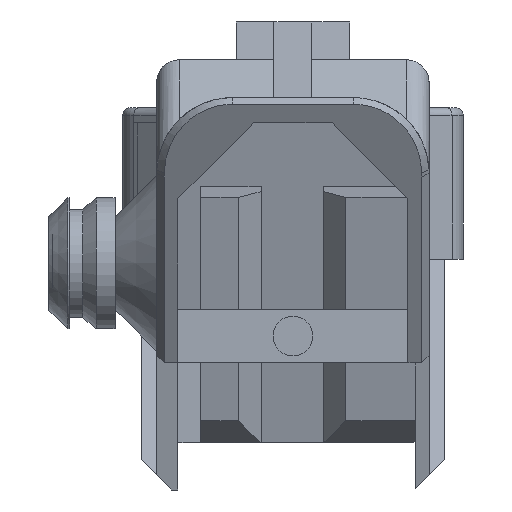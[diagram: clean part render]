
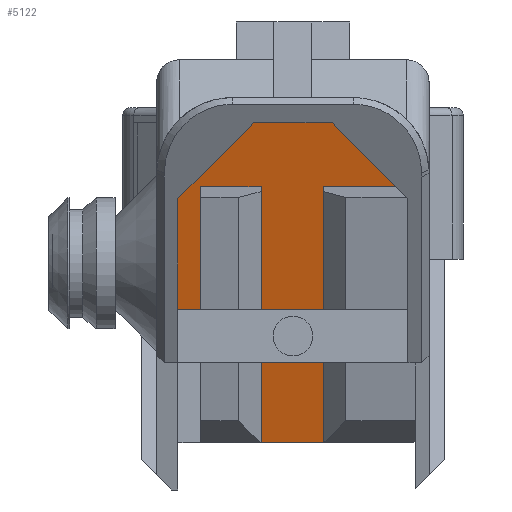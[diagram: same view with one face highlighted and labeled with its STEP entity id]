
A CAD part, front view. The second image highlights one B-rep face of the part: STEP entity #5122.
In plain terms, the highlighted planar face has unit normal (0, -0.966, -0.259).
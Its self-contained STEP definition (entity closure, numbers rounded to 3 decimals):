
#139=PLANE('',#5471);
#471=FACE_OUTER_BOUND('',#766,.T.);
#766=EDGE_LOOP('',(#3944,#3945,#3946,#3947,#3948,#3949,#3950,#3951,#3952,
#3953));
#1259=LINE('',#11692,#1722);
#1277=LINE('',#11728,#1740);
#1283=LINE('',#11739,#1746);
#1287=LINE('',#11747,#1750);
#1288=LINE('',#11750,#1751);
#1289=LINE('',#11752,#1752);
#1290=LINE('',#11754,#1753);
#1291=LINE('',#11756,#1754);
#1292=LINE('',#11758,#1755);
#1293=LINE('',#11759,#1756);
#1722=VECTOR('',#6149,10.);
#1740=VECTOR('',#6175,10.);
#1746=VECTOR('',#6185,10.);
#1750=VECTOR('',#6193,10.);
#1751=VECTOR('',#6196,10.);
#1752=VECTOR('',#6197,10.);
#1753=VECTOR('',#6198,10.);
#1754=VECTOR('',#6199,10.);
#1755=VECTOR('',#6200,10.);
#1756=VECTOR('',#6201,10.);
#2300=VERTEX_POINT('',#11689);
#2301=VERTEX_POINT('',#11691);
#2315=VERTEX_POINT('',#11727);
#2318=VERTEX_POINT('',#11737);
#2320=VERTEX_POINT('',#11745);
#2321=VERTEX_POINT('',#11749);
#2322=VERTEX_POINT('',#11751);
#2323=VERTEX_POINT('',#11753);
#2324=VERTEX_POINT('',#11755);
#2325=VERTEX_POINT('',#11757);
#2904=EDGE_CURVE('',#2300,#2301,#1259,.T.);
#2922=EDGE_CURVE('',#2315,#2301,#1277,.T.);
#2928=EDGE_CURVE('',#2300,#2318,#1283,.T.);
#2932=EDGE_CURVE('',#2318,#2320,#1287,.T.);
#2933=EDGE_CURVE('',#2320,#2321,#1288,.T.);
#2934=EDGE_CURVE('',#2322,#2321,#1289,.T.);
#2935=EDGE_CURVE('',#2322,#2323,#1290,.T.);
#2936=EDGE_CURVE('',#2323,#2324,#1291,.T.);
#2937=EDGE_CURVE('',#2324,#2325,#1292,.T.);
#2938=EDGE_CURVE('',#2325,#2315,#1293,.T.);
#3944=ORIENTED_EDGE('',*,*,#2928,.T.);
#3945=ORIENTED_EDGE('',*,*,#2932,.T.);
#3946=ORIENTED_EDGE('',*,*,#2933,.T.);
#3947=ORIENTED_EDGE('',*,*,#2934,.F.);
#3948=ORIENTED_EDGE('',*,*,#2935,.T.);
#3949=ORIENTED_EDGE('',*,*,#2936,.T.);
#3950=ORIENTED_EDGE('',*,*,#2937,.T.);
#3951=ORIENTED_EDGE('',*,*,#2938,.T.);
#3952=ORIENTED_EDGE('',*,*,#2922,.T.);
#3953=ORIENTED_EDGE('',*,*,#2904,.F.);
#5122=ADVANCED_FACE('',(#471),#139,.F.);
#5471=AXIS2_PLACEMENT_3D('',#11748,#6194,#6195);
#6149=DIRECTION('',(-1.,0.,0.));
#6175=DIRECTION('',(0.,0.259,-0.966));
#6185=DIRECTION('',(0.,-0.259,0.966));
#6193=DIRECTION('',(1.,0.,0.));
#6194=DIRECTION('center_axis',(0.,0.966,0.259));
#6195=DIRECTION('ref_axis',(0.,-0.259,0.966));
#6196=DIRECTION('',(0.,-0.259,0.966));
#6197=DIRECTION('',(1.,0.,0.));
#6198=DIRECTION('',(0.,0.259,-0.966));
#6199=DIRECTION('',(1.,0.,0.));
#6200=DIRECTION('',(0.,-0.259,0.966));
#6201=DIRECTION('',(1.,0.,0.));
#11689=CARTESIAN_POINT('',(4.,60.71,129.406));
#11691=CARTESIAN_POINT('',(-4.2,60.71,129.406));
#11692=CARTESIAN_POINT('',(-7.5,60.71,129.406));
#11727=CARTESIAN_POINT('',(-4.2,51.652,163.213));
#11728=CARTESIAN_POINT('',(-4.2,60.71,129.406));
#11737=CARTESIAN_POINT('',(4.,51.652,163.213));
#11739=CARTESIAN_POINT('',(4.,56.181,146.31));
#11745=CARTESIAN_POINT('',(16.2,51.652,163.213));
#11747=CARTESIAN_POINT('',(8.1,51.652,163.213));
#11748=CARTESIAN_POINT('Origin',(0.,60.71,129.406));
#11749=CARTESIAN_POINT('',(16.2,47.555,178.5));
#11750=CARTESIAN_POINT('',(16.2,47.555,178.5));
#11751=CARTESIAN_POINT('',(-15.2,47.555,178.5));
#11752=CARTESIAN_POINT('',(0.,47.555,178.5));
#11753=CARTESIAN_POINT('',(-15.2,56.155,146.406));
#11754=CARTESIAN_POINT('',(-15.2,47.555,178.5));
#11755=CARTESIAN_POINT('',(-12.2,56.155,146.406));
#11756=CARTESIAN_POINT('',(-7.6,56.155,146.406));
#11757=CARTESIAN_POINT('',(-12.2,51.652,163.213));
#11758=CARTESIAN_POINT('',(-12.2,56.181,146.31));
#11759=CARTESIAN_POINT('',(-2.1,51.652,163.213));
